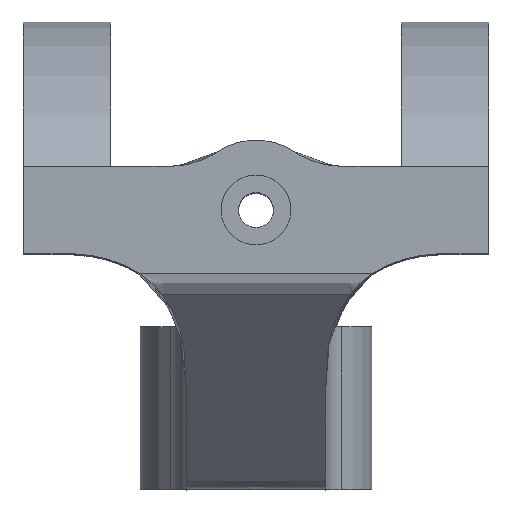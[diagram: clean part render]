
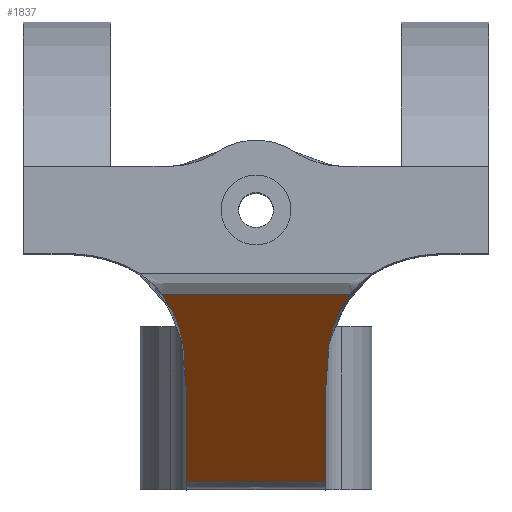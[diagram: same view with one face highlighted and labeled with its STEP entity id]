
A CAD part, top view. The second image highlights one B-rep face of the part: STEP entity #1837.
In plain terms, the highlighted free-form (B-spline) face has degree [1, 1] with [2, 2] control points.
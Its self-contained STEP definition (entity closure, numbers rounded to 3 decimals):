
#52=B_SPLINE_SURFACE_WITH_KNOTS('',1,1,((#4564,#4565),(#4566,#4567)),
 .PLANE_SURF.,.F.,.F.,.F.,(2,2),(2,2),(0.,1.),(0.,1.),.UNSPECIFIED.);
#158=LINE('',#4574,#266);
#159=LINE('',#4590,#267);
#266=VECTOR('',#2177,1000.);
#267=VECTOR('',#2178,1000.);
#294=B_SPLINE_CURVE_WITH_KNOTS('',3,(#2306,#2307,#2308,#2309),
 .UNSPECIFIED.,.F.,.F.,(4,4),(0.,1.),.UNSPECIFIED.);
#295=B_SPLINE_CURVE_WITH_KNOTS('',3,(#2311,#2312,#2313,#2314),
 .UNSPECIFIED.,.F.,.F.,(4,4),(0.,1.),.UNSPECIFIED.);
#296=B_SPLINE_CURVE_WITH_KNOTS('',3,(#2316,#2317,#2318,#2319),
 .UNSPECIFIED.,.F.,.F.,(4,4),(0.,1.),.UNSPECIFIED.);
#297=B_SPLINE_CURVE_WITH_KNOTS('',3,(#2321,#2322,#2323,#2324),
 .UNSPECIFIED.,.F.,.F.,(4,4),(0.,1.),.UNSPECIFIED.);
#349=B_SPLINE_CURVE_WITH_KNOTS('',3,(#4568,#4569,#4570,#4571),
 .UNSPECIFIED.,.F.,.F.,(4,4),(0.,1.),.UNSPECIFIED.);
#350=B_SPLINE_CURVE_WITH_KNOTS('',3,(#4575,#4576,#4577,#4578,#4579,#4580,
#4581),.UNSPECIFIED.,.F.,.F.,(4,1,1,1,4),(0.003,0.008,
0.012,0.016,0.02),.UNSPECIFIED.);
#351=B_SPLINE_CURVE_WITH_KNOTS('',3,(#4582,#4583,#4584,#4585,#4586,#4587,
#4588),.UNSPECIFIED.,.F.,.F.,(4,1,1,1,4),(0.003,0.008,
0.012,0.016,0.02),.UNSPECIFIED.);
#352=B_SPLINE_CURVE_WITH_KNOTS('',3,(#4592,#4593,#4594,#4595),
 .UNSPECIFIED.,.F.,.F.,(4,4),(0.,1.),.UNSPECIFIED.);
#789=ORIENTED_EDGE('',*,*,#1194,.F.);
#790=ORIENTED_EDGE('',*,*,#1195,.T.);
#791=ORIENTED_EDGE('',*,*,#1196,.F.);
#792=ORIENTED_EDGE('',*,*,#983,.T.);
#793=ORIENTED_EDGE('',*,*,#982,.F.);
#794=ORIENTED_EDGE('',*,*,#981,.T.);
#795=ORIENTED_EDGE('',*,*,#980,.F.);
#796=ORIENTED_EDGE('',*,*,#1197,.T.);
#797=ORIENTED_EDGE('',*,*,#1198,.F.);
#798=ORIENTED_EDGE('',*,*,#1199,.T.);
#980=EDGE_CURVE('',#1265,#1266,#294,.T.);
#981=EDGE_CURVE('',#1267,#1266,#295,.F.);
#982=EDGE_CURVE('',#1267,#1268,#296,.T.);
#983=EDGE_CURVE('',#1263,#1268,#297,.F.);
#1194=EDGE_CURVE('',#1417,#1418,#349,.F.);
#1195=EDGE_CURVE('',#1417,#1412,#158,.T.);
#1196=EDGE_CURVE('',#1263,#1412,#350,.T.);
#1197=EDGE_CURVE('',#1265,#1419,#351,.T.);
#1198=EDGE_CURVE('',#1420,#1419,#159,.T.);
#1199=EDGE_CURVE('',#1420,#1418,#352,.T.);
#1263=VERTEX_POINT('',#2291);
#1265=VERTEX_POINT('',#2305);
#1266=VERTEX_POINT('',#2310);
#1267=VERTEX_POINT('',#2315);
#1268=VERTEX_POINT('',#2320);
#1412=VERTEX_POINT('',#4549);
#1417=VERTEX_POINT('',#4572);
#1418=VERTEX_POINT('',#4573);
#1419=VERTEX_POINT('',#4589);
#1420=VERTEX_POINT('',#4591);
#1594=EDGE_LOOP('',(#789,#790,#791,#792,#793,#794,#795,#796,#797,#798));
#1704=FACE_BOUND('',#1594,.T.);
#1837=ADVANCED_FACE('',(#1704),#52,.F.);
#2177=DIRECTION('',(0.,0.707,0.707));
#2178=DIRECTION('',(0.,0.707,0.707));
#2291=CARTESIAN_POINT('',(8.102,16.768,28.268));
#2305=CARTESIAN_POINT('',(-8.102,16.768,28.268));
#2306=CARTESIAN_POINT('',(-8.102,16.768,28.268));
#2307=CARTESIAN_POINT('',(-7.402,16.768,28.268));
#2308=CARTESIAN_POINT('',(-6.701,16.768,28.268));
#2309=CARTESIAN_POINT('',(-6.,16.768,28.268));
#2310=CARTESIAN_POINT('',(-6.,16.768,28.268));
#2311=CARTESIAN_POINT('',(-6.,16.768,28.268));
#2312=CARTESIAN_POINT('',(-4.,16.768,28.268));
#2313=CARTESIAN_POINT('',(-2.,16.768,28.268));
#2314=CARTESIAN_POINT('',(0.,16.768,28.268));
#2315=CARTESIAN_POINT('',(0.,16.768,28.268));
#2316=CARTESIAN_POINT('',(0.,16.768,28.268));
#2317=CARTESIAN_POINT('',(2.,16.768,28.268));
#2318=CARTESIAN_POINT('',(4.,16.768,28.268));
#2319=CARTESIAN_POINT('',(6.,16.768,28.268));
#2320=CARTESIAN_POINT('',(6.,16.768,28.268));
#2321=CARTESIAN_POINT('',(6.,16.768,28.268));
#2322=CARTESIAN_POINT('',(6.701,16.768,28.268));
#2323=CARTESIAN_POINT('',(7.402,16.768,28.268));
#2324=CARTESIAN_POINT('',(8.102,16.768,28.268));
#4549=CARTESIAN_POINT('',(6.,5.,16.5));
#4564=CARTESIAN_POINT('',(-9.019,17.671,29.171));
#4565=CARTESIAN_POINT('',(-9.019,-0.074,11.426));
#4566=CARTESIAN_POINT('',(9.019,17.671,29.171));
#4567=CARTESIAN_POINT('',(9.019,-0.074,11.426));
#4568=CARTESIAN_POINT('',(0.,0.732,12.232));
#4569=CARTESIAN_POINT('',(2.,0.732,12.232));
#4570=CARTESIAN_POINT('',(4.,0.732,12.232));
#4571=CARTESIAN_POINT('',(6.,0.732,12.232));
#4572=CARTESIAN_POINT('',(6.,0.732,12.232));
#4573=CARTESIAN_POINT('',(0.,0.732,12.232));
#4574=CARTESIAN_POINT('',(6.,-0.876,10.624));
#4575=CARTESIAN_POINT('',(8.102,16.768,28.268));
#4576=CARTESIAN_POINT('',(7.412,15.885,27.385));
#4577=CARTESIAN_POINT('',(6.478,14.006,25.506));
#4578=CARTESIAN_POINT('',(5.943,11.01,22.51));
#4579=CARTESIAN_POINT('',(6.016,8.005,19.505));
#4580=CARTESIAN_POINT('',(6.,6.002,17.502));
#4581=CARTESIAN_POINT('',(6.,5.,16.5));
#4582=CARTESIAN_POINT('',(-8.102,16.768,28.268));
#4583=CARTESIAN_POINT('',(-7.412,15.885,27.385));
#4584=CARTESIAN_POINT('',(-6.478,14.006,25.506));
#4585=CARTESIAN_POINT('',(-5.943,11.01,22.51));
#4586=CARTESIAN_POINT('',(-6.016,8.005,19.505));
#4587=CARTESIAN_POINT('',(-6.,6.002,17.502));
#4588=CARTESIAN_POINT('',(-6.,5.,16.5));
#4589=CARTESIAN_POINT('',(-6.,5.,16.5));
#4590=CARTESIAN_POINT('',(-6.,-0.876,10.624));
#4591=CARTESIAN_POINT('',(-6.,0.732,12.232));
#4592=CARTESIAN_POINT('',(-6.,0.732,12.232));
#4593=CARTESIAN_POINT('',(-4.,0.732,12.232));
#4594=CARTESIAN_POINT('',(-2.,0.732,12.232));
#4595=CARTESIAN_POINT('',(0.,0.732,12.232));
